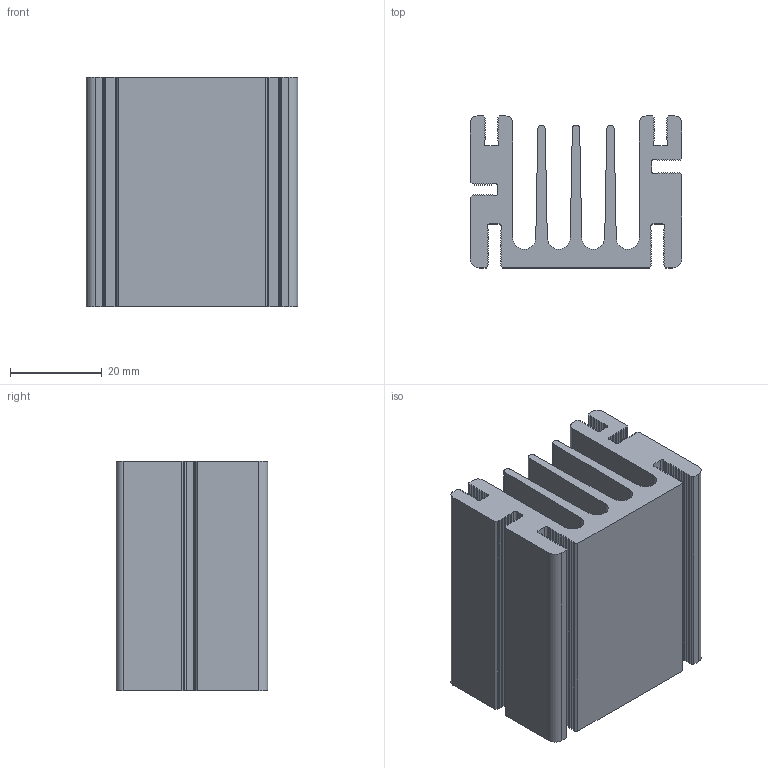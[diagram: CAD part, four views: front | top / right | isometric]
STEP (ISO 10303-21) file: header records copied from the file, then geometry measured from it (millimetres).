
FILE_DESCRIPTION(('FreeCAD Model'),'2;1');
FILE_NAME('Open CASCADE Shape Model','2023-11-06T22:55:07',(''),(''), 'Open CASCADE STEP processor 7.5','FreeCAD','Unknown');
FILE_SCHEMA(('AUTOMOTIVE_DESIGN { 1 0 10303 214 1 1 1 1 }'));
Length unit declared in the file: millimetre
Products named in the file (1): Body
Bounding box: 46 x 33 x 50 mm (x, y, z)
Volume: 38470.6 mm3; surface area: 25329.4 mm2
Topology: 1 solids, 1 shells, 364 faces, 1086 edges, 724 vertices
Faces by surface type: plane 339, cylinder 25
Entity records: 12042 total; most frequent: CARTESIAN_POINT 2175, ORIENTED_EDGE 2172, DIRECTION 1866, EDGE_CURVE 1086, LINE 1036, VECTOR 1036, VERTEX_POINT 724, AXIS2_PLACEMENT_3D 415
